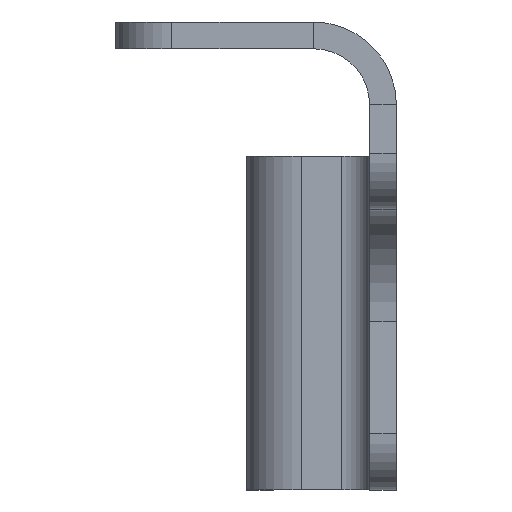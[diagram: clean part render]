
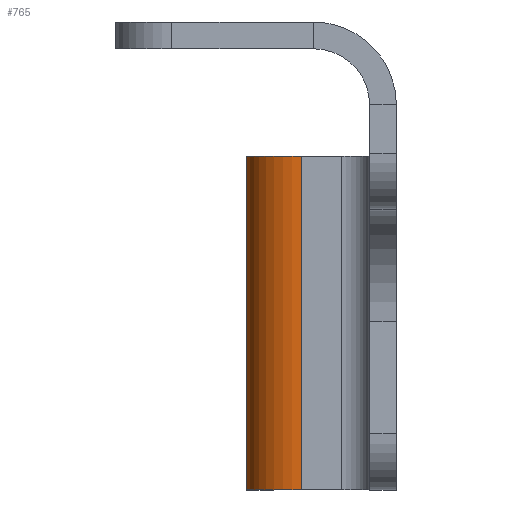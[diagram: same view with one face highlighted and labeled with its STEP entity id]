
A CAD part, left-side view. The second image highlights one B-rep face of the part: STEP entity #765.
In plain terms, the highlighted cylindrical face has radius 2.93 mm (diameter 5.86 mm), a partial arc.
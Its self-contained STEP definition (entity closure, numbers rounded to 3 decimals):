
#21 = LINE ( 'NONE', #247, #463 ) ;
#65 = ORIENTED_EDGE ( 'NONE', *, *, #1096, .T. ) ;
#67 = AXIS2_PLACEMENT_3D ( 'NONE', #137, #1095, #123 ) ;
#123 = DIRECTION ( 'NONE',  ( 1., 0., 0. ) ) ;
#127 = ORIENTED_EDGE ( 'NONE', *, *, #244, .T. ) ;
#137 = CARTESIAN_POINT ( 'NONE',  ( 138.93, 3.64, -25. ) ) ;
#147 = CARTESIAN_POINT ( 'NONE',  ( 138.93, 6.57, 0. ) ) ;
#157 = DIRECTION ( 'NONE',  ( 1., 0., 0. ) ) ;
#178 = FACE_OUTER_BOUND ( 'NONE', #1115, .T. ) ;
#214 = ORIENTED_EDGE ( 'NONE', *, *, #1179, .T. ) ;
#244 = EDGE_CURVE ( 'NONE', #860, #539, #364, .T. ) ;
#247 = CARTESIAN_POINT ( 'NONE',  ( 136., 3.64, -25. ) ) ;
#290 = DIRECTION ( 'NONE',  ( 0., 0., -1. ) ) ;
#316 = CARTESIAN_POINT ( 'NONE',  ( 138.93, 3.64, -7.16 ) ) ;
#364 = CIRCLE ( 'NONE', #67, 2.93 ) ;
#450 = CARTESIAN_POINT ( 'NONE',  ( 138.93, 6.57, -25. ) ) ;
#463 = VECTOR ( 'NONE', #618, 1000. ) ;
#466 = CIRCLE ( 'NONE', #1456, 2.93 ) ;
#539 = VERTEX_POINT ( 'NONE', #807 ) ;
#546 = CARTESIAN_POINT ( 'NONE',  ( 138.93, 3.64, 146.541 ) ) ;
#618 = DIRECTION ( 'NONE',  ( 0., 0., 1. ) ) ;
#669 = DIRECTION ( 'NONE',  ( 0., 0., -1. ) ) ;
#765 = ADVANCED_FACE ( 'NONE', ( #178 ), #1520, .T. ) ;
#773 = CARTESIAN_POINT ( 'NONE',  ( 136., 3.64, -7.16 ) ) ;
#793 = VECTOR ( 'NONE', #290, 1000. ) ;
#794 = VERTEX_POINT ( 'NONE', #773 ) ;
#807 = CARTESIAN_POINT ( 'NONE',  ( 136., 3.64, -25. ) ) ;
#846 = AXIS2_PLACEMENT_3D ( 'NONE', #546, #669, #157 ) ;
#860 = VERTEX_POINT ( 'NONE', #450 ) ;
#865 = VERTEX_POINT ( 'NONE', #932 ) ;
#882 = LINE ( 'NONE', #147, #793 ) ;
#932 = CARTESIAN_POINT ( 'NONE',  ( 138.93, 6.57, -7.16 ) ) ;
#1095 = DIRECTION ( 'NONE',  ( 0., 0., 1. ) ) ;
#1096 = EDGE_CURVE ( 'NONE', #539, #794, #21, .T. ) ;
#1115 = EDGE_LOOP ( 'NONE', ( #127, #65, #1371, #214 ) ) ;
#1179 = EDGE_CURVE ( 'NONE', #865, #860, #882, .T. ) ;
#1180 = DIRECTION ( 'NONE',  ( 1., 0., 0. ) ) ;
#1272 = EDGE_CURVE ( 'NONE', #794, #865, #466, .T. ) ;
#1305 = DIRECTION ( 'NONE',  ( 0., 0., -1. ) ) ;
#1371 = ORIENTED_EDGE ( 'NONE', *, *, #1272, .T. ) ;
#1456 = AXIS2_PLACEMENT_3D ( 'NONE', #316, #1305, #1180 ) ;
#1520 = CYLINDRICAL_SURFACE ( 'NONE', #846, 2.93 ) ;
